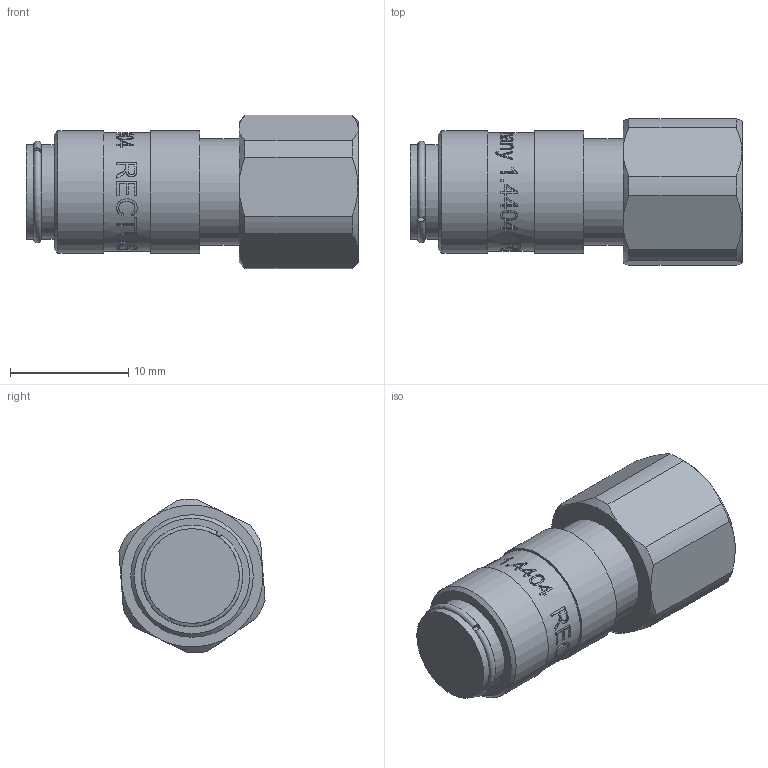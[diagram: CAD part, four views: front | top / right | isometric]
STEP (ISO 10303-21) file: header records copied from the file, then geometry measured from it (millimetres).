
FILE_DESCRIPTION((''),'2;1');
FILE_NAME('20kaiw10evx.stp','2014-07-23T10:07:54',('AS035480'),(''),'Autodesk Inventor 2013','Autodesk Inventor 2013','');
FILE_SCHEMA(('AUTOMOTIVE_DESIGN { 1 0 10303 214 1 1 1 1 }'));
Length unit declared in the file: millimetre
Products named in the file (1): D111121
Bounding box: 28.05 x 12.35 x 12.99 mm (x, y, z)
Volume: 2039.3 mm3; surface area: 2263.6 mm2
Topology: 2 solids, 3 shells, 397 faces, 1026 edges, 676 vertices
Faces by surface type: plane 166, bspline 144, cylinder 54, cone 29, torus 4
Full cylindrical faces by diameter (mm): 7.4 x1, 7.8 x1, 8 x5, 8.1 x1, 8.15 x2, 8.566 x1, 9 x1, 9.15 x1, 9.2 x1, 10 x1, 10.35 x2
Entity records: 47327 total; most frequent: CARTESIAN_POINT 38594, ORIENTED_EDGE 1966, DIRECTION 1178, EDGE_CURVE 983, VERTEX_POINT 666, EDGE_LOOP 477, B_SPLINE_CURVE_WITH_KNOTS 435, AXIS2_PLACEMENT_3D 400
